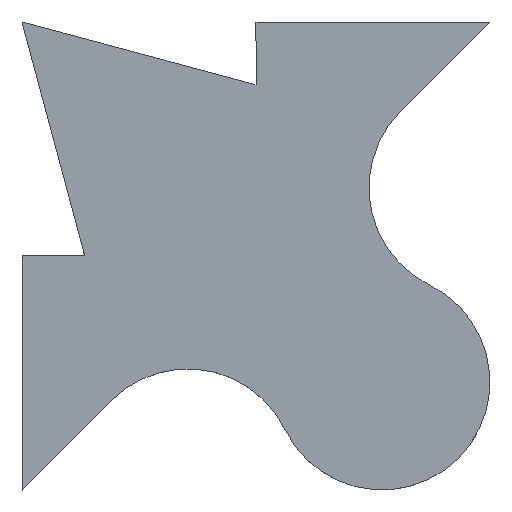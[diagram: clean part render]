
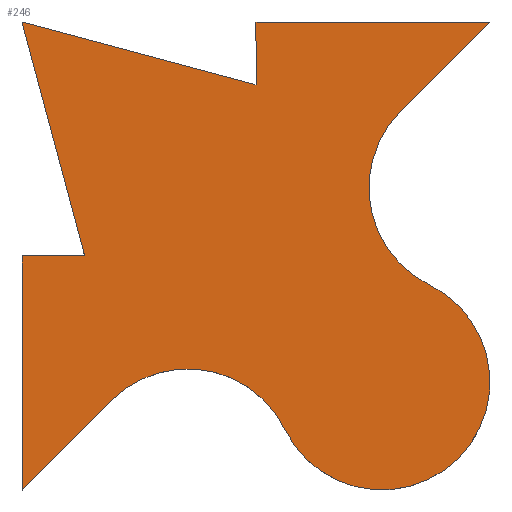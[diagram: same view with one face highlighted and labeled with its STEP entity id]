
A CAD part, top view. The second image highlights one B-rep face of the part: STEP entity #246.
In plain terms, the highlighted planar face has unit normal (0, 0, 1).
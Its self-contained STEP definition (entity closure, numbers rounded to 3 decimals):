
#16=CIRCLE('',#268,42.714);
#18=CIRCLE('',#271,42.714);
#20=CIRCLE('',#274,42.714);
#35=FACE_OUTER_BOUND('',#48,.T.);
#48=EDGE_LOOP('',(#203,#204,#205,#206,#207,#208,#209,#210,#211,#212,#213));
#52=LINE('',#356,#79);
#55=LINE('',#362,#82);
#58=LINE('',#368,#85);
#61=LINE('',#374,#88);
#67=LINE('',#398,#94);
#70=LINE('',#404,#97);
#73=LINE('',#410,#100);
#76=LINE('',#414,#103);
#79=VECTOR('',#287,10.);
#82=VECTOR('',#292,10.);
#85=VECTOR('',#297,10.);
#88=VECTOR('',#302,10.);
#94=VECTOR('',#328,10.);
#97=VECTOR('',#333,10.);
#100=VECTOR('',#338,10.);
#103=VECTOR('',#343,10.);
#106=VERTEX_POINT('',#353);
#107=VERTEX_POINT('',#355);
#109=VERTEX_POINT('',#361);
#111=VERTEX_POINT('',#367);
#113=VERTEX_POINT('',#373);
#115=VERTEX_POINT('',#379);
#117=VERTEX_POINT('',#385);
#119=VERTEX_POINT('',#391);
#121=VERTEX_POINT('',#397);
#123=VERTEX_POINT('',#403);
#125=VERTEX_POINT('',#409);
#128=EDGE_CURVE('',#107,#106,#52,.T.);
#131=EDGE_CURVE('',#109,#107,#55,.T.);
#134=EDGE_CURVE('',#111,#109,#58,.T.);
#137=EDGE_CURVE('',#113,#111,#61,.T.);
#140=EDGE_CURVE('',#115,#113,#16,.T.);
#143=EDGE_CURVE('',#117,#115,#18,.T.);
#146=EDGE_CURVE('',#119,#117,#20,.T.);
#149=EDGE_CURVE('',#121,#119,#67,.T.);
#152=EDGE_CURVE('',#123,#121,#70,.T.);
#155=EDGE_CURVE('',#125,#123,#73,.T.);
#158=EDGE_CURVE('',#106,#125,#76,.T.);
#203=ORIENTED_EDGE('',*,*,#158,.T.);
#204=ORIENTED_EDGE('',*,*,#155,.T.);
#205=ORIENTED_EDGE('',*,*,#152,.T.);
#206=ORIENTED_EDGE('',*,*,#149,.T.);
#207=ORIENTED_EDGE('',*,*,#146,.T.);
#208=ORIENTED_EDGE('',*,*,#143,.T.);
#209=ORIENTED_EDGE('',*,*,#140,.T.);
#210=ORIENTED_EDGE('',*,*,#137,.T.);
#211=ORIENTED_EDGE('',*,*,#134,.T.);
#212=ORIENTED_EDGE('',*,*,#131,.T.);
#213=ORIENTED_EDGE('',*,*,#128,.T.);
#233=PLANE('',#279);
#246=ADVANCED_FACE('',(#35),#233,.T.);
#268=AXIS2_PLACEMENT_3D('',#380,#308,#309);
#271=AXIS2_PLACEMENT_3D('',#386,#315,#316);
#274=AXIS2_PLACEMENT_3D('',#392,#322,#323);
#279=AXIS2_PLACEMENT_3D('',#415,#344,#345);
#287=DIRECTION('',(-0.966,0.259,0.));
#292=DIRECTION('',(0.,-1.,0.));
#297=DIRECTION('',(-1.,0.,0.));
#302=DIRECTION('',(0.707,0.707,0.));
#308=DIRECTION('center_axis',(0.,0.,-1.));
#309=DIRECTION('ref_axis',(-0.707,0.707,0.));
#315=DIRECTION('center_axis',(0.,0.,1.));
#316=DIRECTION('ref_axis',(-0.898,-0.44,0.));
#322=DIRECTION('center_axis',(0.,0.,-1.));
#323=DIRECTION('ref_axis',(0.898,0.44,0.));
#328=DIRECTION('',(0.707,0.707,0.));
#333=DIRECTION('',(0.,-1.,0.));
#338=DIRECTION('',(-1.,0.,0.));
#343=DIRECTION('',(0.259,-0.966,0.));
#344=DIRECTION('center_axis',(0.,0.,1.));
#345=DIRECTION('ref_axis',(1.,0.,0.));
#353=CARTESIAN_POINT('',(-185.,185.,12.));
#355=CARTESIAN_POINT('',(-92.5,160.215,12.));
#356=CARTESIAN_POINT('',(-185.,185.,12.));
#361=CARTESIAN_POINT('',(-92.5,185.,12.));
#362=CARTESIAN_POINT('',(-92.5,160.215,12.));
#367=CARTESIAN_POINT('',(0.,185.,12.));
#368=CARTESIAN_POINT('',(0.,185.,12.));
#373=CARTESIAN_POINT('',(-35.355,149.645,12.));
#374=CARTESIAN_POINT('',(-35.355,149.645,12.));
#379=CARTESIAN_POINT('',(-23.933,81.078,12.));
#380=CARTESIAN_POINT('Origin',(-5.152,119.441,12.));
#385=CARTESIAN_POINT('',(-81.078,23.933,12.));
#386=CARTESIAN_POINT('Origin',(-42.714,42.714,12.));
#391=CARTESIAN_POINT('',(-149.645,35.355,12.));
#392=CARTESIAN_POINT('Origin',(-119.441,5.152,12.));
#397=CARTESIAN_POINT('',(-185.,0.,12.));
#398=CARTESIAN_POINT('',(-185.,0.,12.));
#403=CARTESIAN_POINT('',(-185.,92.5,12.));
#404=CARTESIAN_POINT('',(-185.,185.,12.));
#409=CARTESIAN_POINT('',(-160.215,92.5,12.));
#410=CARTESIAN_POINT('',(-160.215,92.5,12.));
#414=CARTESIAN_POINT('',(-185.,185.,12.));
#415=CARTESIAN_POINT('Origin',(-92.5,92.5,12.));
